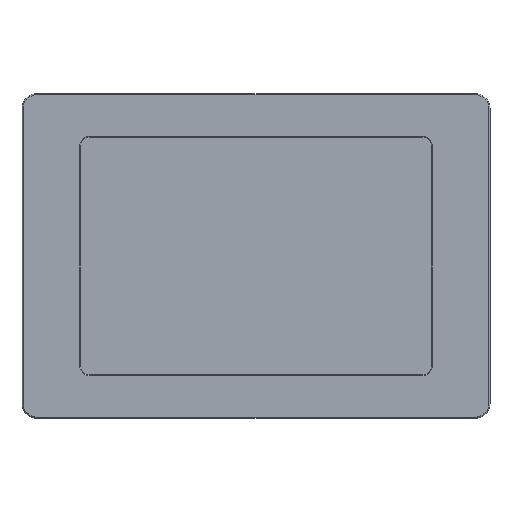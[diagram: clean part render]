
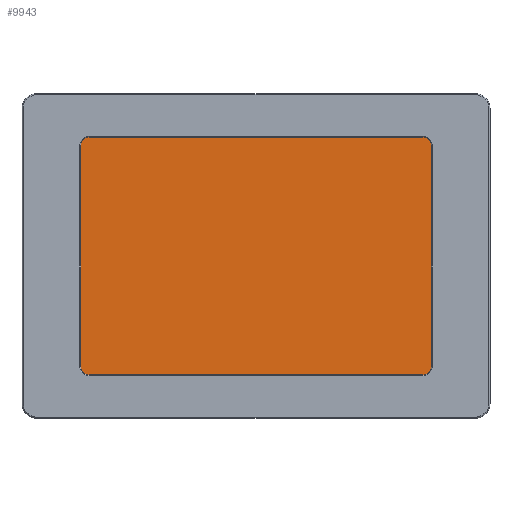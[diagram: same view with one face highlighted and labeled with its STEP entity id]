
A CAD part, top view. The second image highlights one B-rep face of the part: STEP entity #9943.
In plain terms, the highlighted planar face has unit normal (0, 0, 1).
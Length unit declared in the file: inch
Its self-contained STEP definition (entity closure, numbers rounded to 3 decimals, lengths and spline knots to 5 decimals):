
#212=PLANE('',#10584);
#803=FACE_OUTER_BOUND('',#1358,.T.);
#1358=EDGE_LOOP('',(#7346,#7347,#7348,#7349,#7350,#7351,#7352,#7353));
#1886=CIRCLE('',#10585,0.23);
#1887=CIRCLE('',#10586,0.23);
#1888=CIRCLE('',#10587,0.23);
#1889=CIRCLE('',#10588,0.23);
#2690=LINE('',#17511,#3429);
#2691=LINE('',#17515,#3430);
#2692=LINE('',#17519,#3431);
#2693=LINE('',#17522,#3432);
#3429=VECTOR('',#12001,0.3937);
#3430=VECTOR('',#12004,0.3937);
#3431=VECTOR('',#12007,0.3937);
#3432=VECTOR('',#12010,0.3937);
#4263=VERTEX_POINT('',#17507);
#4264=VERTEX_POINT('',#17508);
#4265=VERTEX_POINT('',#17510);
#4266=VERTEX_POINT('',#17512);
#4267=VERTEX_POINT('',#17514);
#4268=VERTEX_POINT('',#17516);
#4269=VERTEX_POINT('',#17518);
#4270=VERTEX_POINT('',#17520);
#5384=EDGE_CURVE('',#4263,#4264,#1886,.T.);
#5385=EDGE_CURVE('',#4265,#4263,#2690,.T.);
#5386=EDGE_CURVE('',#4266,#4265,#1887,.T.);
#5387=EDGE_CURVE('',#4267,#4266,#2691,.T.);
#5388=EDGE_CURVE('',#4268,#4267,#1888,.T.);
#5389=EDGE_CURVE('',#4269,#4268,#2692,.T.);
#5390=EDGE_CURVE('',#4270,#4269,#1889,.T.);
#5391=EDGE_CURVE('',#4264,#4270,#2693,.T.);
#7346=ORIENTED_EDGE('',*,*,#5384,.F.);
#7347=ORIENTED_EDGE('',*,*,#5385,.F.);
#7348=ORIENTED_EDGE('',*,*,#5386,.F.);
#7349=ORIENTED_EDGE('',*,*,#5387,.F.);
#7350=ORIENTED_EDGE('',*,*,#5388,.F.);
#7351=ORIENTED_EDGE('',*,*,#5389,.F.);
#7352=ORIENTED_EDGE('',*,*,#5390,.F.);
#7353=ORIENTED_EDGE('',*,*,#5391,.F.);
#9943=ADVANCED_FACE('',(#803),#212,.T.);
#10584=AXIS2_PLACEMENT_3D('',#17506,#11997,#11998);
#10585=AXIS2_PLACEMENT_3D('',#17509,#11999,#12000);
#10586=AXIS2_PLACEMENT_3D('',#17513,#12002,#12003);
#10587=AXIS2_PLACEMENT_3D('',#17517,#12005,#12006);
#10588=AXIS2_PLACEMENT_3D('',#17521,#12008,#12009);
#11997=DIRECTION('center_axis',(0.,0.,
1.));
#11998=DIRECTION('ref_axis',(1.,0.,0.));
#11999=DIRECTION('center_axis',(0.,0.,
-1.));
#12000=DIRECTION('ref_axis',(0.,1.,0.));
#12001=DIRECTION('',(0.,-1.,0.));
#12002=DIRECTION('center_axis',(0.,0.,
-1.));
#12003=DIRECTION('ref_axis',(-1.,0.,0.));
#12004=DIRECTION('',(1.,0.,0.));
#12005=DIRECTION('center_axis',(0.,0.,
-1.));
#12006=DIRECTION('ref_axis',(0.,-1.,0.));
#12007=DIRECTION('',(0.,1.,0.));
#12008=DIRECTION('center_axis',(0.,0.,
-1.));
#12009=DIRECTION('ref_axis',(1.,0.,0.));
#12010=DIRECTION('',(-1.,0.,0.));
#17506=CARTESIAN_POINT('Origin',(6.1725,4.2825,0.615));
#17507=CARTESIAN_POINT('',(10.8,1.375,0.615));
#17508=CARTESIAN_POINT('',(10.57,1.145,0.615));
#17509=CARTESIAN_POINT('Origin',(10.57,1.375,0.615));
#17510=CARTESIAN_POINT('',(10.8,7.19,0.615));
#17511=CARTESIAN_POINT('',(10.8,5.73625,0.615));
#17512=CARTESIAN_POINT('',(10.57,7.42,0.615));
#17513=CARTESIAN_POINT('Origin',(10.57,7.19,0.615));
#17514=CARTESIAN_POINT('',(1.775,7.42,0.615));
#17515=CARTESIAN_POINT('',(3.97375,7.42,0.615));
#17516=CARTESIAN_POINT('',(1.545,7.19,0.615));
#17517=CARTESIAN_POINT('Origin',(1.775,7.19,0.615));
#17518=CARTESIAN_POINT('',(1.545,1.375,0.615));
#17519=CARTESIAN_POINT('',(1.545,2.82875,0.615));
#17520=CARTESIAN_POINT('',(1.775,1.145,0.615));
#17521=CARTESIAN_POINT('Origin',(1.775,1.375,0.615));
#17522=CARTESIAN_POINT('',(8.37125,1.145,0.615));
